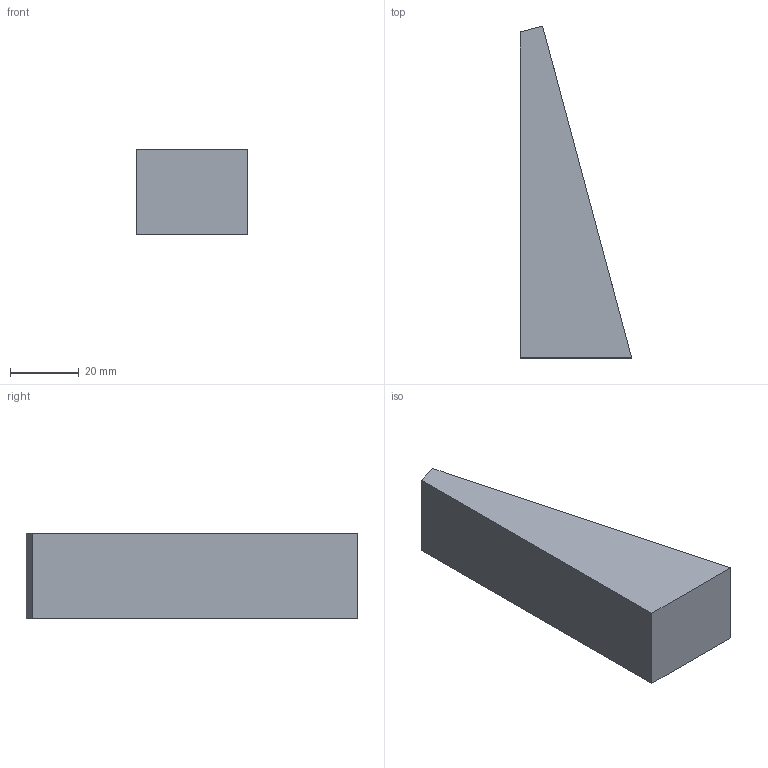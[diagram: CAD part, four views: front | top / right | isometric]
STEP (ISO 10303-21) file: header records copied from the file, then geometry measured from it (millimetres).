
FILE_DESCRIPTION(('FreeCAD Model'),'2;1');
FILE_NAME('Open CASCADE Shape Model','2026-01-01T23:02:00',('Author'),( ''),'Open CASCADE STEP processor 7.8','FreeCAD','Unknown');
FILE_SCHEMA(('AUTOMOTIVE_DESIGN { 1 0 10303 214 1 1 1 1 }'));
Length unit declared in the file: millimetre
Products named in the file (2): noga-lewa; noga_lewa
Assembly tree (1 placements, depth 2):
  noga-lewa
    noga_lewa
Bounding box: 32.35 x 96.59 x 25 mm (x, y, z)
Volume: 46529.6 mm3; surface area: 9761.5 mm2
Topology: 1 solids, 1 shells, 10 faces, 22 edges, 14 vertices
Faces by surface type: plane 6, cylinder 2, cone 2
Full cylindrical faces by diameter (mm): 4.5 x2
Entity records: 304 total; most frequent: DIRECTION 48, CARTESIAN_POINT 46, ORIENTED_EDGE 40, EDGE_CURVE 20, AXIS2_PLACEMENT_3D 16, LINE 16, VECTOR 16, VERTEX_POINT 14
